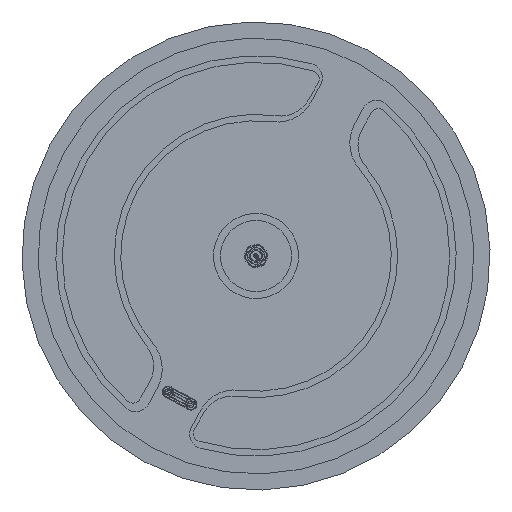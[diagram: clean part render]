
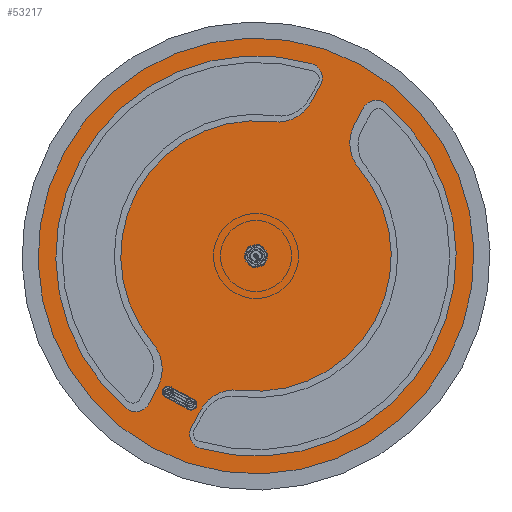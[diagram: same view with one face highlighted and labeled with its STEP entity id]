
A CAD part, front view. The second image highlights one B-rep face of the part: STEP entity #53217.
In plain terms, the highlighted face is planar.
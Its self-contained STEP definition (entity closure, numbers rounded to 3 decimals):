
#991=FACE_BOUND('',#6381,.T.);
#992=FACE_BOUND('',#6382,.T.);
#993=FACE_BOUND('',#6383,.T.);
#1420=PLANE('',#56980);
#3357=FACE_OUTER_BOUND('',#6380,.T.);
#6380=EDGE_LOOP('',(#36412,#36413));
#6381=EDGE_LOOP('',(#36414,#36415));
#6382=EDGE_LOOP('',(#36416,#36417));
#6383=EDGE_LOOP('',(#36418,#36419));
#21151=CIRCLE('',#56970,5.1);
#21152=CIRCLE('',#56971,5.1);
#21153=CIRCLE('',#56973,135.);
#21154=CIRCLE('',#56974,135.);
#21159=CIRCLE('',#56981,1.621);
#21160=CIRCLE('',#56982,1.621);
#21161=CIRCLE('',#56983,1.621);
#21162=CIRCLE('',#56984,1.621);
#23051=VERTEX_POINT('',#77083);
#23052=VERTEX_POINT('',#77085);
#23053=VERTEX_POINT('',#77089);
#23054=VERTEX_POINT('',#77090);
#23059=VERTEX_POINT('',#77104);
#23060=VERTEX_POINT('',#77105);
#23061=VERTEX_POINT('',#77108);
#23062=VERTEX_POINT('',#77109);
#28408=EDGE_CURVE('',#23052,#23051,#21151,.T.);
#28409=EDGE_CURVE('',#23051,#23052,#21152,.T.);
#28410=EDGE_CURVE('',#23053,#23054,#21153,.T.);
#28411=EDGE_CURVE('',#23054,#23053,#21154,.T.);
#28417=EDGE_CURVE('',#23059,#23060,#21159,.T.);
#28418=EDGE_CURVE('',#23060,#23059,#21160,.T.);
#28419=EDGE_CURVE('',#23061,#23062,#21161,.T.);
#28420=EDGE_CURVE('',#23062,#23061,#21162,.T.);
#36412=ORIENTED_EDGE('',*,*,#28410,.T.);
#36413=ORIENTED_EDGE('',*,*,#28411,.T.);
#36414=ORIENTED_EDGE('',*,*,#28408,.T.);
#36415=ORIENTED_EDGE('',*,*,#28409,.T.);
#36416=ORIENTED_EDGE('',*,*,#28417,.T.);
#36417=ORIENTED_EDGE('',*,*,#28418,.T.);
#36418=ORIENTED_EDGE('',*,*,#28419,.T.);
#36419=ORIENTED_EDGE('',*,*,#28420,.T.);
#53217=ADVANCED_FACE('',(#3357,#991,#992,#993),#1420,.T.);
#56970=AXIS2_PLACEMENT_3D('',#77086,#61805,#61806);
#56971=AXIS2_PLACEMENT_3D('',#77087,#61807,#61808);
#56973=AXIS2_PLACEMENT_3D('',#77091,#61811,#61812);
#56974=AXIS2_PLACEMENT_3D('',#77092,#61813,#61814);
#56980=AXIS2_PLACEMENT_3D('',#77103,#61826,#61827);
#56981=AXIS2_PLACEMENT_3D('',#77106,#61828,#61829);
#56982=AXIS2_PLACEMENT_3D('',#77107,#61830,#61831);
#56983=AXIS2_PLACEMENT_3D('',#77110,#61832,#61833);
#56984=AXIS2_PLACEMENT_3D('',#77111,#61834,#61835);
#61805=DIRECTION('center_axis',(0.,-1.,0.));
#61806=DIRECTION('ref_axis',(-0.814,0.,0.581));
#61807=DIRECTION('center_axis',(0.,-1.,0.));
#61808=DIRECTION('ref_axis',(-0.814,0.,0.581));
#61811=DIRECTION('center_axis',(0.,1.,0.));
#61812=DIRECTION('ref_axis',(-0.814,0.,-0.581));
#61813=DIRECTION('center_axis',(0.,1.,0.));
#61814=DIRECTION('ref_axis',(-0.814,0.,-0.581));
#61826=DIRECTION('center_axis',(0.,1.,0.));
#61827=DIRECTION('ref_axis',(0.,0.,1.));
#61828=DIRECTION('center_axis',(0.,-1.,0.));
#61829=DIRECTION('ref_axis',(0.,0.,1.));
#61830=DIRECTION('center_axis',(0.,-1.,0.));
#61831=DIRECTION('ref_axis',(0.,0.,1.));
#61832=DIRECTION('center_axis',(0.,-1.,0.));
#61833=DIRECTION('ref_axis',(0.,0.,1.));
#61834=DIRECTION('center_axis',(0.,-1.,0.));
#61835=DIRECTION('ref_axis',(0.,0.,1.));
#77083=CARTESIAN_POINT('',(-172.657,6.,256.358));
#77085=CARTESIAN_POINT('',(-182.857,6.,256.358));
#77086=CARTESIAN_POINT('Origin',(-177.757,6.,256.358));
#77087=CARTESIAN_POINT('Origin',(-177.757,6.,256.358));
#77089=CARTESIAN_POINT('',(-312.757,6.,256.358));
#77090=CARTESIAN_POINT('',(-42.757,6.,256.358));
#77091=CARTESIAN_POINT('Origin',(-177.757,6.,256.358));
#77092=CARTESIAN_POINT('Origin',(-177.757,6.,256.358));
#77103=CARTESIAN_POINT('Origin',(-312.757,6.,256.358));
#77104=CARTESIAN_POINT('',(-185.757,6.,157.979));
#77105=CARTESIAN_POINT('',(-185.757,6.,154.737));
#77106=CARTESIAN_POINT('Origin',(-185.757,6.,156.358));
#77107=CARTESIAN_POINT('Origin',(-185.757,6.,156.358));
#77108=CARTESIAN_POINT('',(-169.757,6.,157.979));
#77109=CARTESIAN_POINT('',(-169.757,6.,154.737));
#77110=CARTESIAN_POINT('Origin',(-169.757,6.,156.358));
#77111=CARTESIAN_POINT('Origin',(-169.757,6.,156.358));
